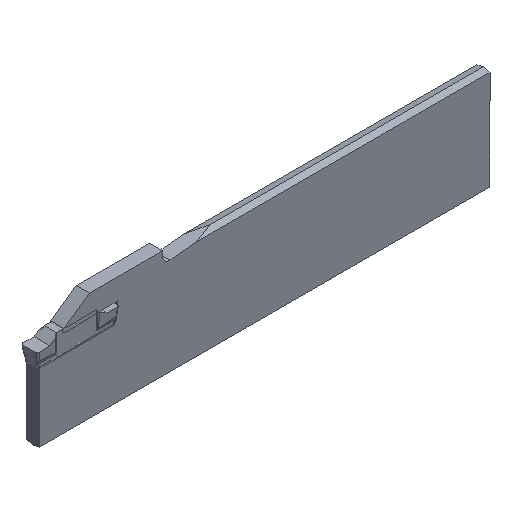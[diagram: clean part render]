
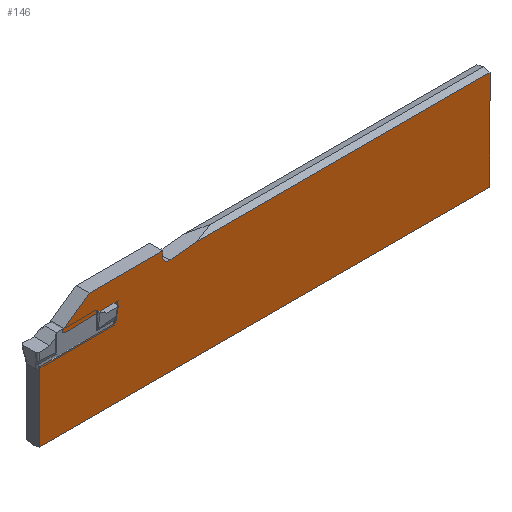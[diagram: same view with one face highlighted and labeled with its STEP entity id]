
A CAD part, isometric view. The second image highlights one B-rep face of the part: STEP entity #146.
In plain terms, the highlighted planar face has unit normal (0, -1, 0).
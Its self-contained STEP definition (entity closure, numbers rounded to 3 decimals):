
#32=CIRCLE('',#1176,1.65);
#33=CIRCLE('',#1177,0.6);
#146=ADVANCED_FACE('',(#238),#185,.T.);
#185=PLANE('',#1178);
#238=FACE_OUTER_BOUND('',#293,.T.);
#293=EDGE_LOOP('',(#532,#533,#534,#535,#536,#537,#538,#539,#540,#541,#542,
#543,#544));
#532=ORIENTED_EDGE('',*,*,#831,.T.);
#533=ORIENTED_EDGE('',*,*,#832,.T.);
#534=ORIENTED_EDGE('',*,*,#833,.T.);
#535=ORIENTED_EDGE('',*,*,#834,.F.);
#536=ORIENTED_EDGE('',*,*,#835,.F.);
#537=ORIENTED_EDGE('',*,*,#836,.T.);
#538=ORIENTED_EDGE('',*,*,#826,.T.);
#539=ORIENTED_EDGE('',*,*,#837,.T.);
#540=ORIENTED_EDGE('',*,*,#838,.T.);
#541=ORIENTED_EDGE('',*,*,#839,.T.);
#542=ORIENTED_EDGE('',*,*,#840,.F.);
#543=ORIENTED_EDGE('',*,*,#841,.T.);
#544=ORIENTED_EDGE('',*,*,#842,.T.);
#688=VERTEX_POINT('',#1719);
#689=VERTEX_POINT('',#1721);
#692=VERTEX_POINT('',#1731);
#693=VERTEX_POINT('',#1732);
#694=VERTEX_POINT('',#1734);
#695=VERTEX_POINT('',#1736);
#696=VERTEX_POINT('',#1738);
#697=VERTEX_POINT('',#1740);
#698=VERTEX_POINT('',#1743);
#699=VERTEX_POINT('',#1745);
#700=VERTEX_POINT('',#1747);
#701=VERTEX_POINT('',#1749);
#702=VERTEX_POINT('',#1751);
#826=EDGE_CURVE('',#689,#688,#947,.T.);
#831=EDGE_CURVE('',#692,#693,#952,.T.);
#832=EDGE_CURVE('',#693,#694,#953,.T.);
#833=EDGE_CURVE('',#694,#695,#954,.T.);
#834=EDGE_CURVE('',#696,#695,#955,.T.);
#835=EDGE_CURVE('',#697,#696,#956,.T.);
#836=EDGE_CURVE('',#697,#689,#957,.T.);
#837=EDGE_CURVE('',#688,#698,#958,.T.);
#838=EDGE_CURVE('',#698,#699,#32,.T.);
#839=EDGE_CURVE('',#699,#700,#959,.T.);
#840=EDGE_CURVE('',#701,#700,#960,.T.);
#841=EDGE_CURVE('',#701,#702,#961,.T.);
#842=EDGE_CURVE('',#702,#692,#33,.T.);
#947=LINE('',#1720,#1064);
#952=LINE('',#1730,#1069);
#953=LINE('',#1733,#1070);
#954=LINE('',#1735,#1071);
#955=LINE('',#1737,#1072);
#956=LINE('',#1739,#1073);
#957=LINE('',#1741,#1074);
#958=LINE('',#1742,#1075);
#959=LINE('',#1746,#1076);
#960=LINE('',#1748,#1077);
#961=LINE('',#1750,#1078);
#1064=VECTOR('',#1415,1.);
#1069=VECTOR('',#1424,1.);
#1070=VECTOR('',#1425,1.);
#1071=VECTOR('',#1426,1.);
#1072=VECTOR('',#1427,1.);
#1073=VECTOR('',#1428,1.);
#1074=VECTOR('',#1429,1.);
#1075=VECTOR('',#1430,1.);
#1076=VECTOR('',#1433,1.);
#1077=VECTOR('',#1434,1.);
#1078=VECTOR('',#1435,1.);
#1176=AXIS2_PLACEMENT_3D('',#1744,#1431,#1432);
#1177=AXIS2_PLACEMENT_3D('',#1752,#1436,#1437);
#1178=AXIS2_PLACEMENT_3D('',#1753,#1438,#1439);
#1415=DIRECTION('',(-1.,0.,0.));
#1424=DIRECTION('',(1.,0.,0.026));
#1425=DIRECTION('',(-0.122,0.,-0.993));
#1426=DIRECTION('',(-1.,0.,0.));
#1427=DIRECTION('',(0.,0.,1.));
#1428=DIRECTION('',(-1.,0.,0.));
#1429=DIRECTION('',(0.,0.,1.));
#1430=DIRECTION('',(-0.996,0.,-0.087));
#1431=DIRECTION('',(0.,1.,0.));
#1432=DIRECTION('',(0.,0.,-1.));
#1433=DIRECTION('',(0.,0.,1.));
#1434=DIRECTION('',(1.,0.,0.));
#1435=DIRECTION('',(-0.819,0.,-0.574));
#1436=DIRECTION('',(0.,-1.,0.));
#1437=DIRECTION('',(0.,0.,-1.));
#1438=DIRECTION('',(0.,-1.,0.));
#1439=DIRECTION('',(0.,0.,-1.));
#1719=CARTESIAN_POINT('',(38.324,0.,3.743));
#1720=CARTESIAN_POINT('',(110.,0.,3.743));
#1721=CARTESIAN_POINT('',(110.,0.,3.743));
#1730=CARTESIAN_POINT('',(6.247,0.,0.579));
#1731=CARTESIAN_POINT('',(6.247,0.,0.579));
#1732=CARTESIAN_POINT('',(19.112,0.,0.916));
#1733=CARTESIAN_POINT('',(18.889,0.,-0.904));
#1734=CARTESIAN_POINT('',(18.564,0.,-3.55));
#1735=CARTESIAN_POINT('',(13.876,0.,-3.55));
#1736=CARTESIAN_POINT('',(0.,0.,-3.55));
#1737=CARTESIAN_POINT('',(0.,0.,-20.543));
#1738=CARTESIAN_POINT('',(0.,0.,-20.543));
#1739=CARTESIAN_POINT('',(110.,0.,-20.543));
#1740=CARTESIAN_POINT('',(110.,0.,-20.543));
#1741=CARTESIAN_POINT('',(110.,0.,-20.543));
#1742=CARTESIAN_POINT('',(43.224,0.,4.171));
#1743=CARTESIAN_POINT('',(31.794,0.,3.171));
#1744=CARTESIAN_POINT('',(31.65,0.,4.815));
#1745=CARTESIAN_POINT('',(30.,0.,4.815));
#1746=CARTESIAN_POINT('',(30.,0.,4.815));
#1747=CARTESIAN_POINT('',(30.,0.,6.));
#1748=CARTESIAN_POINT('',(0.,0.,6.));
#1749=CARTESIAN_POINT('',(12.071,0.,6.));
#1750=CARTESIAN_POINT('',(120.977,0.,82.257));
#1751=CARTESIAN_POINT('',(5.887,0.,1.67));
#1752=CARTESIAN_POINT('',(6.232,0.,1.178));
#1753=CARTESIAN_POINT('',(110.,0.,-20.543));
